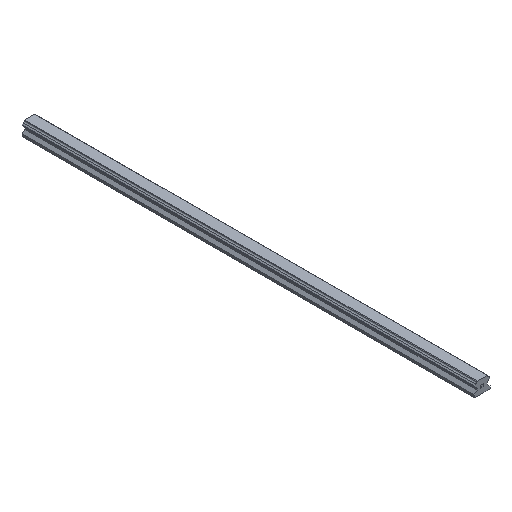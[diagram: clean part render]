
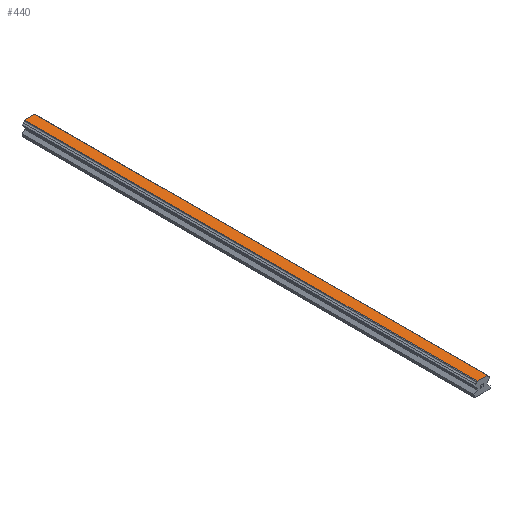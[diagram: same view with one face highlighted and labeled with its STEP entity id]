
A CAD part, isometric view. The second image highlights one B-rep face of the part: STEP entity #440.
In plain terms, the highlighted planar face has unit normal (0, 0, 1).
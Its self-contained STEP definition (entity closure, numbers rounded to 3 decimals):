
#440=ADVANCED_FACE('',(#906),#907,.T.);
#906=FACE_OUTER_BOUND('',#1378,.T.);
#907=PLANE('',#1379);
#1378=EDGE_LOOP('',(#2650,#2651,#2652,#2653));
#1379=AXIS2_PLACEMENT_3D('',#2654,#2655,#2656);
#2650=ORIENTED_EDGE('',*,*,#3172,.T.);
#2651=ORIENTED_EDGE('',*,*,#3274,.F.);
#2652=ORIENTED_EDGE('',*,*,#3053,.T.);
#2653=ORIENTED_EDGE('',*,*,#3272,.T.);
#2654=CARTESIAN_POINT('',(7.2,1290.0,38.));
#2655=DIRECTION('',(0.0,0.0,1.0));
#2656=DIRECTION('',(-1.0,0.0,0.0));
#3053=EDGE_CURVE('',#3738,#3736,#3739,.T.);
#3172=EDGE_CURVE('',#3931,#3929,#3932,.T.);
#3272=EDGE_CURVE('',#3736,#3931,#4046,.T.);
#3274=EDGE_CURVE('',#3738,#3929,#4048,.T.);
#3736=VERTEX_POINT('',#4689);
#3738=VERTEX_POINT('',#4692);
#3739=LINE('',#4693,#4694);
#3929=VERTEX_POINT('',#4973);
#3931=VERTEX_POINT('',#4976);
#3932=LINE('',#4977,#4978);
#4046=LINE('',#5121,#5122);
#4048=LINE('',#5124,#5125);
#4689=CARTESIAN_POINT('',(-14.4,1290.0,38.));
#4692=CARTESIAN_POINT('',(14.4,1290.0,38.));
#4693=CARTESIAN_POINT('',(14.4,1290.0,38.));
#4694=VECTOR('',#5434,1.0);
#4973=CARTESIAN_POINT('',(14.4,0.0,38.));
#4976=CARTESIAN_POINT('',(-14.4,0.0,38.));
#4977=CARTESIAN_POINT('',(0.0,0.0,38.));
#4978=VECTOR('',#5537,1.0);
#5121=CARTESIAN_POINT('',(-14.4,1290.0,38.));
#5122=VECTOR('',#5651,1.0);
#5124=CARTESIAN_POINT('',(14.4,1290.0,38.));
#5125=VECTOR('',#5652,1.0);
#5434=DIRECTION('',(-1.0,0.0,0.0));
#5537=DIRECTION('',(1.0,0.0,0.0));
#5651=DIRECTION('',(0.0,-1.0,0.0));
#5652=DIRECTION('',(0.0,-1.0,0.0));
